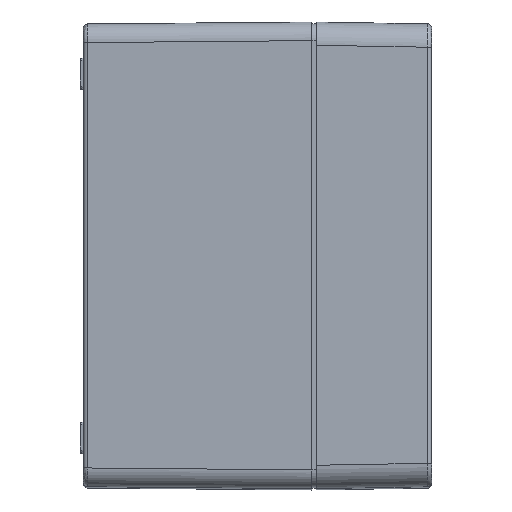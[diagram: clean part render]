
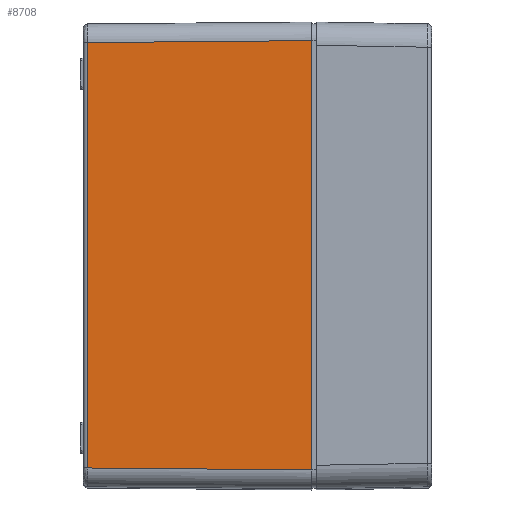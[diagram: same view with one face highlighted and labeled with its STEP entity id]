
A CAD part, top view. The second image highlights one B-rep face of the part: STEP entity #8708.
In plain terms, the highlighted planar face has unit normal (-0.009, 0, 1).
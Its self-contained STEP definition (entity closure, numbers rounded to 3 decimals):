
#788=LINE('',#15375,#1364);
#791=LINE('',#15488,#1367);
#800=LINE('',#15703,#1376);
#801=LINE('',#15705,#1377);
#1364=VECTOR('',#12592,184.001);
#1367=VECTOR('',#12609,182.335);
#1376=VECTOR('',#12650,96.026);
#1377=VECTOR('',#12653,96.026);
#2275=FACE_OUTER_BOUND('',#2964,.T.);
#2964=EDGE_LOOP('',(#7838,#7839,#7840,#7841));
#4340=VERTEX_POINT('',#15372);
#4341=VERTEX_POINT('',#15374);
#4343=VERTEX_POINT('',#15475);
#4347=VERTEX_POINT('',#15484);
#5513=EDGE_CURVE('',#4340,#4341,#788,.T.);
#5522=EDGE_CURVE('',#4343,#4347,#791,.T.);
#5542=EDGE_CURVE('',#4347,#4340,#800,.T.);
#5543=EDGE_CURVE('',#4341,#4343,#801,.T.);
#7838=ORIENTED_EDGE('',*,*,#5522,.F.);
#7839=ORIENTED_EDGE('',*,*,#5543,.F.);
#7840=ORIENTED_EDGE('',*,*,#5513,.F.);
#7841=ORIENTED_EDGE('',*,*,#5542,.F.);
#8172=PLANE('',#9844);
#8708=ADVANCED_FACE('',(#2275),#8172,.F.);
#9844=AXIS2_PLACEMENT_3D('',#15704,#12651,#12652);
#12592=DIRECTION('',(0.,-1.,0.));
#12609=DIRECTION('',(0.,1.,0.));
#12650=DIRECTION('',(1.,0.009,0.009));
#12651=DIRECTION('center_axis',(0.009,0.,-1.));
#12652=DIRECTION('ref_axis',(-1.,0.,-0.009));
#12653=DIRECTION('',(-1.,0.009,-0.009));
#15372=CARTESIAN_POINT('',(47.,82.85,180.));
#15374=CARTESIAN_POINT('',(47.,-101.15,180.));
#15375=CARTESIAN_POINT('',(47.,82.85,180.));
#15475=CARTESIAN_POINT('',(-49.018,-100.318,179.118));
#15484=CARTESIAN_POINT('',(-49.018,82.018,179.118));
#15488=CARTESIAN_POINT('',(-49.018,-100.318,179.118));
#15703=CARTESIAN_POINT('',(-49.018,82.018,179.118));
#15704=CARTESIAN_POINT('Origin',(-51.,-109.15,179.1));
#15705=CARTESIAN_POINT('',(47.,-101.15,180.));
